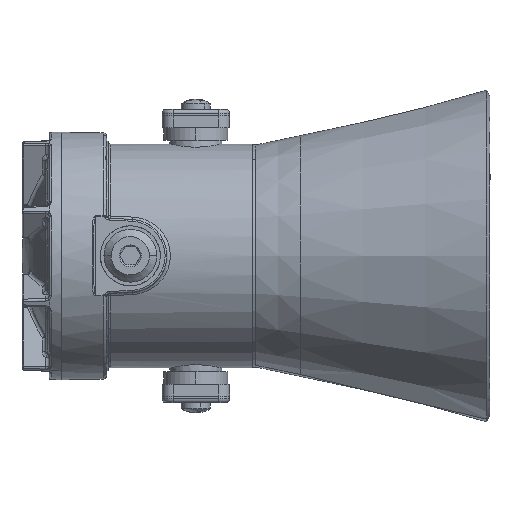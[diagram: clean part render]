
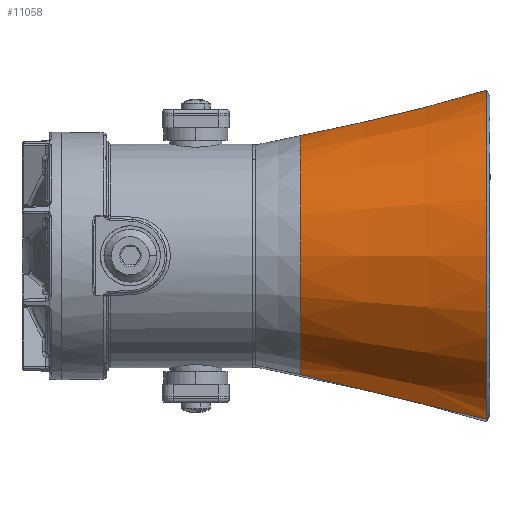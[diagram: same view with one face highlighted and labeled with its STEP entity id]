
A CAD part, top view. The second image highlights one B-rep face of the part: STEP entity #11058.
In plain terms, the highlighted conical face has half-angle 13.695 degrees and reference radius 91.101 mm.
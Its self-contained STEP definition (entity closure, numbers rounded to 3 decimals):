
#1142 = DIRECTION ( 'NONE',  ( 0., 1., 0. ) ) ;
#1632 = CARTESIAN_POINT ( 'NONE',  ( -20.5, 0., 0. ) ) ;
#2177 = DIRECTION ( 'NONE',  ( -0.972, -0.237, 0. ) ) ;
#3614 = EDGE_CURVE ( 'NONE', #30781, #9980, #17502, .T. ) ;
#4680 = CARTESIAN_POINT ( 'NONE',  ( -122.893, -91.101, 0. ) ) ;
#7035 = VERTEX_POINT ( 'NONE', #24101 ) ;
#7400 = EDGE_CURVE ( 'NONE', #7035, #29474, #27663, .T. ) ;
#8123 = CARTESIAN_POINT ( 'NONE',  ( -122.893, -91.101, 0. ) ) ;
#8658 = DIRECTION ( 'NONE',  ( 1., 0., 0. ) ) ;
#9712 = CIRCLE ( 'NONE', #28339, 66.15 ) ;
#9980 = VERTEX_POINT ( 'NONE', #29544 ) ;
#10852 = DIRECTION ( 'NONE',  ( 0., 1., 0. ) ) ;
#11058 = ADVANCED_FACE ( 'NONE', ( #15892 ), #26678, .T. ) ;
#12850 = AXIS2_PLACEMENT_3D ( 'NONE', #16053, #26220, #13077 ) ;
#13077 = DIRECTION ( 'NONE',  ( 0., -1., 0. ) ) ;
#13849 = EDGE_CURVE ( 'NONE', #30781, #7035, #9712, .T. ) ;
#15229 = CIRCLE ( 'NONE', #18983, 91.101 ) ;
#15892 = FACE_OUTER_BOUND ( 'NONE', #29086, .T. ) ;
#16053 = CARTESIAN_POINT ( 'NONE',  ( -122.893, 0., 0. ) ) ;
#17502 = LINE ( 'NONE', #30161, #29415 ) ;
#18983 = AXIS2_PLACEMENT_3D ( 'NONE', #29164, #26010, #10852 ) ;
#19266 = EDGE_CURVE ( 'NONE', #9980, #29474, #15229, .T. ) ;
#19438 = ORIENTED_EDGE ( 'NONE', *, *, #3614, .T. ) ;
#21589 = ORIENTED_EDGE ( 'NONE', *, *, #13849, .F. ) ;
#22341 = DIRECTION ( 'NONE',  ( -0.972, 0.237, 0. ) ) ;
#22432 = ORIENTED_EDGE ( 'NONE', *, *, #7400, .F. ) ;
#22908 = CARTESIAN_POINT ( 'NONE',  ( -20.5, 66.15, 0. ) ) ;
#24101 = CARTESIAN_POINT ( 'NONE',  ( -20.5, -66.15, 0. ) ) ;
#26010 = DIRECTION ( 'NONE',  ( 1., 0., 0. ) ) ;
#26214 = ORIENTED_EDGE ( 'NONE', *, *, #19266, .T. ) ;
#26220 = DIRECTION ( 'NONE',  ( -1., 0., 0. ) ) ;
#26678 = CONICAL_SURFACE ( 'NONE', #12850, 91.101, 0.239 ) ;
#27663 = LINE ( 'NONE', #4680, #28156 ) ;
#28156 = VECTOR ( 'NONE', #2177, 1000. ) ;
#28339 = AXIS2_PLACEMENT_3D ( 'NONE', #1632, #8658, #1142 ) ;
#29086 = EDGE_LOOP ( 'NONE', ( #21589, #19438, #26214, #22432 ) ) ;
#29164 = CARTESIAN_POINT ( 'NONE',  ( -122.893, 0., 0. ) ) ;
#29415 = VECTOR ( 'NONE', #22341, 1000. ) ;
#29474 = VERTEX_POINT ( 'NONE', #8123 ) ;
#29544 = CARTESIAN_POINT ( 'NONE',  ( -122.893, 91.101, 0. ) ) ;
#30161 = CARTESIAN_POINT ( 'NONE',  ( -122.893, 91.101, 0. ) ) ;
#30781 = VERTEX_POINT ( 'NONE', #22908 ) ;
